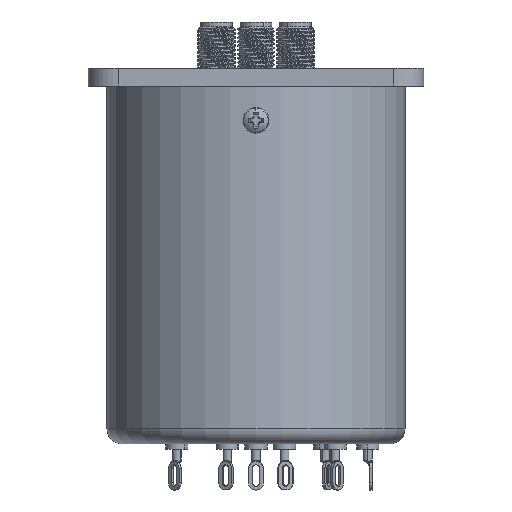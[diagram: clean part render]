
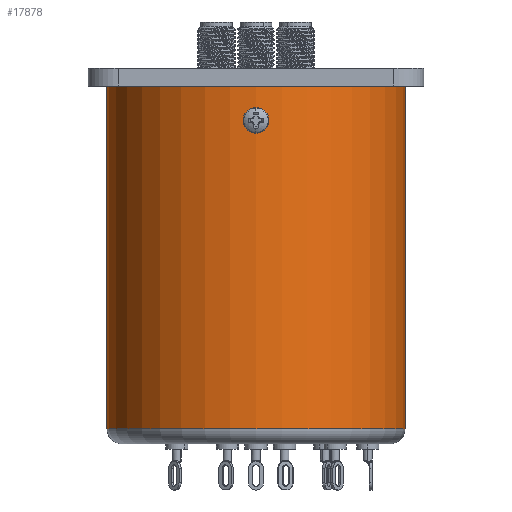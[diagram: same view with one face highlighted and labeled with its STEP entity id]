
A CAD part, front view. The second image highlights one B-rep face of the part: STEP entity #17878.
In plain terms, the highlighted cylindrical face has radius 25.4 mm (diameter 50.8 mm), a partial arc.
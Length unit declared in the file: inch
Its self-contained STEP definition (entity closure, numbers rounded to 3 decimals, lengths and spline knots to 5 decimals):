
#3580 = CIRCLE ( 'NONE', #45902, 1. ) ;
#5017 = ORIENTED_EDGE ( 'NONE', *, *, #60231, .T. ) ;
#9120 = CARTESIAN_POINT ( 'NONE',  ( -1., 0., -2.52 ) ) ;
#14678 = EDGE_CURVE ( 'NONE', #26033, #64686, #44852, .T. ) ;
#14842 = CARTESIAN_POINT ( 'NONE',  ( -1., 0., -2.42 ) ) ;
#15556 = CARTESIAN_POINT ( 'NONE',  ( 0., 0., -2.52 ) ) ;
#15840 = CARTESIAN_POINT ( 'NONE',  ( 0., 0., -2.42 ) ) ;
#16716 = CARTESIAN_POINT ( 'NONE',  ( 1., 0., -2.42 ) ) ;
#17878 = ADVANCED_FACE ( 'NONE', ( #30879 ), #24647, .T. ) ;
#18701 = ORIENTED_EDGE ( 'NONE', *, *, #14678, .F. ) ;
#24286 = LINE ( 'NONE', #62108, #62628 ) ;
#24647 = CYLINDRICAL_SURFACE ( 'NONE', #28206, 1. ) ;
#25214 = DIRECTION ( 'NONE',  ( 0., 0., 1. ) ) ;
#26033 = VERTEX_POINT ( 'NONE', #14842 ) ;
#28206 = AXIS2_PLACEMENT_3D ( 'NONE', #15556, #60511, #30741 ) ;
#28814 = CIRCLE ( 'NONE', #64067, 1. ) ;
#30741 = DIRECTION ( 'NONE',  ( 1., 0., 0. ) ) ;
#30879 = FACE_OUTER_BOUND ( 'NONE', #42549, .T. ) ;
#31560 = VECTOR ( 'NONE', #49021, 39.37008 ) ;
#35017 = DIRECTION ( 'NONE',  ( 0., 0., 1. ) ) ;
#41519 = DIRECTION ( 'NONE',  ( 0., 0., 1. ) ) ;
#42549 = EDGE_LOOP ( 'NONE', ( #18701, #5017, #63321, #61192 ) ) ;
#44852 = LINE ( 'NONE', #9120, #31560 ) ;
#45902 = AXIS2_PLACEMENT_3D ( 'NONE', #64811, #35017, #59531 ) ;
#49021 = DIRECTION ( 'NONE',  ( 0., 0., 1. ) ) ;
#49022 = CARTESIAN_POINT ( 'NONE',  ( -1., 0., -0.12 ) ) ;
#50088 = EDGE_CURVE ( 'NONE', #56070, #57464, #24286, .T. ) ;
#56070 = VERTEX_POINT ( 'NONE', #16716 ) ;
#57464 = VERTEX_POINT ( 'NONE', #62417 ) ;
#57681 = EDGE_CURVE ( 'NONE', #64686, #57464, #3580, .T. ) ;
#59531 = DIRECTION ( 'NONE',  ( -1., 0., 0. ) ) ;
#60198 = DIRECTION ( 'NONE',  ( 1., 0., 0. ) ) ;
#60231 = EDGE_CURVE ( 'NONE', #26033, #56070, #28814, .T. ) ;
#60511 = DIRECTION ( 'NONE',  ( 0., 0., 1. ) ) ;
#61192 = ORIENTED_EDGE ( 'NONE', *, *, #57681, .F. ) ;
#62108 = CARTESIAN_POINT ( 'NONE',  ( 1., 0., -2.52 ) ) ;
#62417 = CARTESIAN_POINT ( 'NONE',  ( 1., 0., -0.12 ) ) ;
#62628 = VECTOR ( 'NONE', #41519, 39.37008 ) ;
#63321 = ORIENTED_EDGE ( 'NONE', *, *, #50088, .T. ) ;
#64067 = AXIS2_PLACEMENT_3D ( 'NONE', #15840, #25214, #60198 ) ;
#64686 = VERTEX_POINT ( 'NONE', #49022 ) ;
#64811 = CARTESIAN_POINT ( 'NONE',  ( 0., 0., -0.12 ) ) ;
